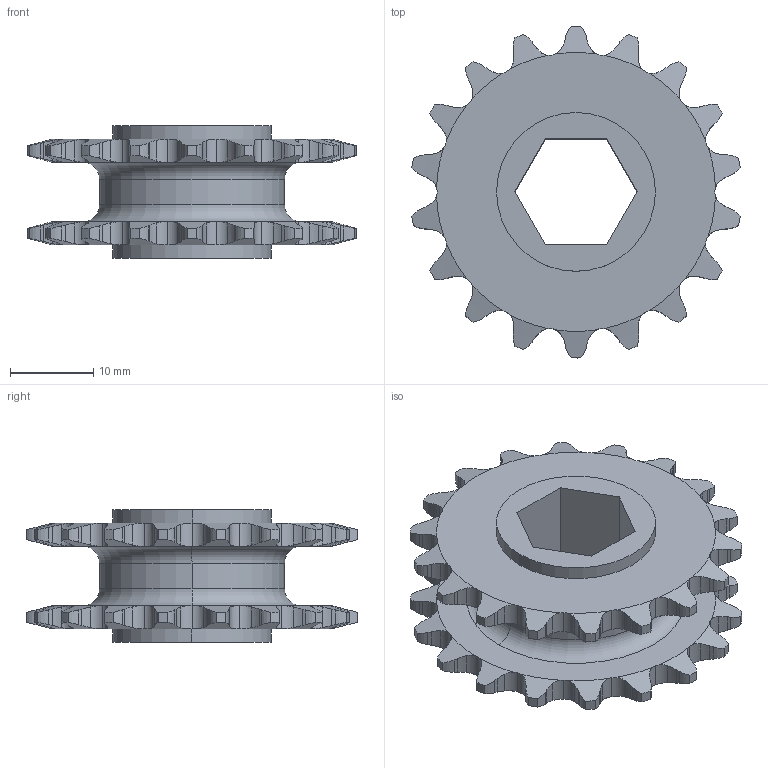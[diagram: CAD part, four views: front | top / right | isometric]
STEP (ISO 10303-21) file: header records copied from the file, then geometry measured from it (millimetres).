
FILE_DESCRIPTION (( 'STEP AP214' ), '1' );
FILE_NAME ('217-7373 20200930.STEP', '2020-10-01T15:21:41', ( '' ), ( '' ), 'SwSTEP 2.0', 'SolidWorks 2019', '' );
FILE_SCHEMA (( 'AUTOMOTIVE_DESIGN' ));
Length unit declared in the file: millimetre
Products named in the file (1): 217-7373 20200930
Bounding box: 39.4 x 39.82 x 15.88 mm (x, y, z)
Volume: 7133.8 mm3; surface area: 5096.1 mm2
Topology: 1 solids, 1 shells, 418 faces, 1232 edges, 820 vertices
Faces by surface type: cylinder 258, plane 84, cone 72, torus 4
Entity records: 15122 total; most frequent: CARTESIAN_POINT 4775, ORIENTED_EDGE 2464, DIRECTION 1802, EDGE_CURVE 1232, VERTEX_POINT 820, AXIS2_PLACEMENT_3D 727, B_SPLINE_CURVE_WITH_KNOTS 576, EDGE_LOOP 424
